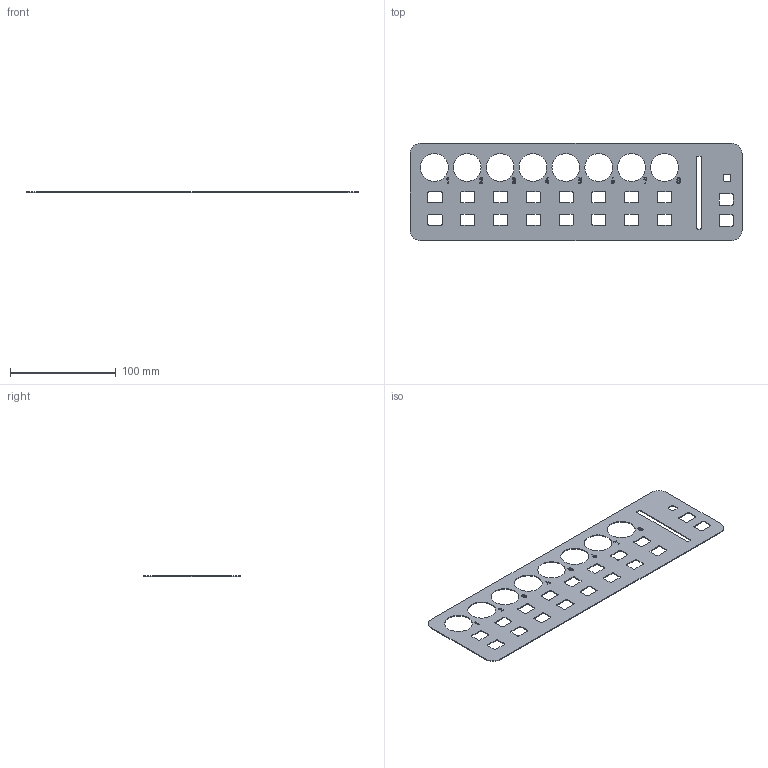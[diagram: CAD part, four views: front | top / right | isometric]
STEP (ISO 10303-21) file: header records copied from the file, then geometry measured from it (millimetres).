
FILE_DESCRIPTION(('FreeCAD Model'),'2;1');
FILE_NAME('Open CASCADE Shape Model','2024-05-24T00:14:30',(''),(''), 'Open CASCADE STEP processor 7.7','FreeCAD','Unknown');
FILE_SCHEMA(('AP242_MANAGED_MODEL_BASED_3D_ENGINEERING_MIM_LF. {1 0 10303 442 1 1 4 }'));
Length unit declared in the file: millimetre
Products named in the file (1): template-complete
Bounding box: 314 x 92 x 1 mm (x, y, z)
Volume: 17256.5 mm3; surface area: 45113.3 mm2
Topology: 1 solids, 1 shells, 399 faces, 1154 edges, 768 vertices
Faces by surface type: plane 177, extrusion 130, cylinder 92
Full cylindrical faces by diameter (mm): 26.3 x8
Entity records: 33094 total; most frequent: CARTESIAN_POINT 9193, DIRECTION 3574, VECTOR 2574, LINE 2444, ORIENTED_EDGE 2310, PCURVE 2308, DEFINITIONAL_REPRESENTATION 2308, EDGE_CURVE 1154
